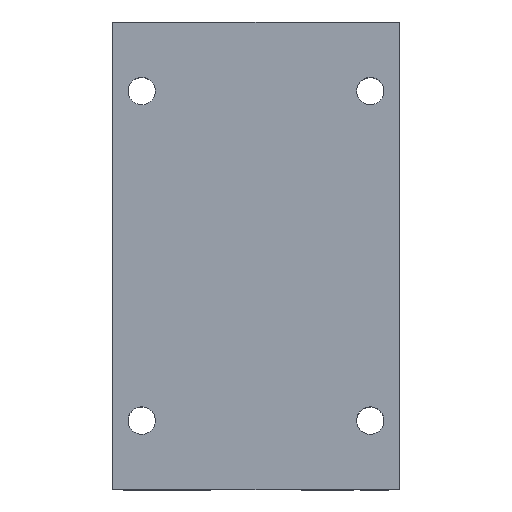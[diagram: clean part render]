
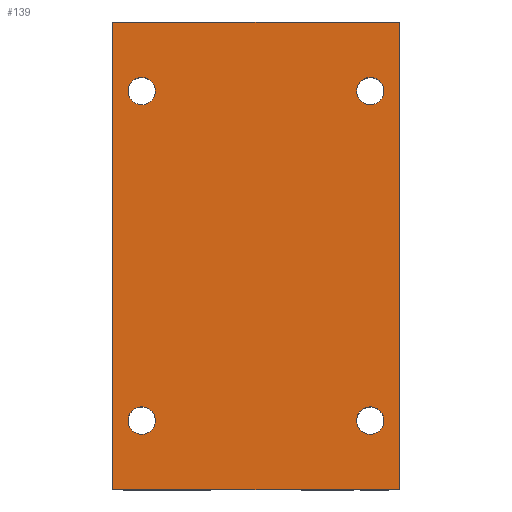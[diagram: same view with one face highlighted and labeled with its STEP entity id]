
A CAD part, top view. The second image highlights one B-rep face of the part: STEP entity #139.
In plain terms, the highlighted planar face has unit normal (0, 0, 1).
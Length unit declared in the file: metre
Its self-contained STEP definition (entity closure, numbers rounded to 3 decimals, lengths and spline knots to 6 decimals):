
#139 = ADVANCED_FACE( '', ( #317, #318, #319, #320, #321 ), #322, .T. );
#317 = FACE_BOUND( '', #532, .T. );
#318 = FACE_BOUND( '', #533, .T. );
#319 = FACE_OUTER_BOUND( '', #534, .T. );
#320 = FACE_BOUND( '', #535, .T. );
#321 = FACE_BOUND( '', #536, .T. );
#322 = PLANE( '', #537 );
#532 = EDGE_LOOP( '', ( #888 ) );
#533 = EDGE_LOOP( '', ( #889 ) );
#534 = EDGE_LOOP( '', ( #890, #891, #892, #893 ) );
#535 = EDGE_LOOP( '', ( #894 ) );
#536 = EDGE_LOOP( '', ( #895 ) );
#537 = AXIS2_PLACEMENT_3D( '', #896, #897, #898 );
#888 = ORIENTED_EDGE( '', *, *, #1348, .T. );
#889 = ORIENTED_EDGE( '', *, *, #1349, .T. );
#890 = ORIENTED_EDGE( '', *, *, #1282, .F. );
#891 = ORIENTED_EDGE( '', *, *, #1234, .F. );
#892 = ORIENTED_EDGE( '', *, *, #1350, .T. );
#893 = ORIENTED_EDGE( '', *, *, #1351, .T. );
#894 = ORIENTED_EDGE( '', *, *, #1340, .T. );
#895 = ORIENTED_EDGE( '', *, *, #1249, .T. );
#896 = CARTESIAN_POINT( '', ( -0.054, -0.088, 0.06 ) );
#897 = DIRECTION( '', ( 0., 0., 1. ) );
#898 = DIRECTION( '', ( 1., 0., 0. ) );
#1234 = EDGE_CURVE( '', #1473, #1475, #1476, .T. );
#1249 = EDGE_CURVE( '', #1500, #1500, #1501, .T. );
#1282 = EDGE_CURVE( '', #1475, #1558, #1559, .T. );
#1340 = EDGE_CURVE( '', #1647, #1647, #1648, .T. );
#1348 = EDGE_CURVE( '', #1658, #1658, #1659, .T. );
#1349 = EDGE_CURVE( '', #1660, #1660, #1661, .T. );
#1350 = EDGE_CURVE( '', #1473, #1662, #1663, .T. );
#1351 = EDGE_CURVE( '', #1662, #1558, #1664, .T. );
#1473 = VERTEX_POINT( '', #1824 );
#1475 = VERTEX_POINT( '', #1827 );
#1476 = LINE( '', #1828, #1829 );
#1500 = VERTEX_POINT( '', #1858 );
#1501 = CIRCLE( '', #1859, 0.00515 );
#1558 = VERTEX_POINT( '', #2106 );
#1559 = LINE( '', #2107, #2108 );
#1647 = VERTEX_POINT( '', #2226 );
#1648 = CIRCLE( '', #2227, 0.00515 );
#1658 = VERTEX_POINT( '', #2241 );
#1659 = CIRCLE( '', #2242, 0.00515 );
#1660 = VERTEX_POINT( '', #2243 );
#1661 = CIRCLE( '', #2244, 0.00515 );
#1662 = VERTEX_POINT( '', #2245 );
#1663 = LINE( '', #2246, #2247 );
#1664 = LINE( '', #2248, #2249 );
#1824 = CARTESIAN_POINT( '', ( -0.054, -0.088, 0.06 ) );
#1827 = CARTESIAN_POINT( '', ( -0.054, 0.088, 0.06 ) );
#1828 = CARTESIAN_POINT( '', ( -0.054, -0.088, 0.06 ) );
#1829 = VECTOR( '', #2434, 1. );
#1858 = CARTESIAN_POINT( '', ( -0.03785, -0.062, 0.06 ) );
#1859 = AXIS2_PLACEMENT_3D( '', #2455, #2456, #2457 );
#2106 = CARTESIAN_POINT( '', ( 0.054, 0.088, 0.06 ) );
#2107 = CARTESIAN_POINT( '', ( -0.054, 0.088, 0.06 ) );
#2108 = VECTOR( '', #2496, 1. );
#2226 = CARTESIAN_POINT( '', ( 0.04815, -0.062, 0.06 ) );
#2227 = AXIS2_PLACEMENT_3D( '', #2563, #2564, #2565 );
#2241 = CARTESIAN_POINT( '', ( -0.03785, 0.062, 0.06 ) );
#2242 = AXIS2_PLACEMENT_3D( '', #2573, #2574, #2575 );
#2243 = CARTESIAN_POINT( '', ( 0.04815, 0.062, 0.06 ) );
#2244 = AXIS2_PLACEMENT_3D( '', #2576, #2577, #2578 );
#2245 = CARTESIAN_POINT( '', ( 0.054, -0.088, 0.06 ) );
#2246 = CARTESIAN_POINT( '', ( -0.054, -0.088, 0.06 ) );
#2247 = VECTOR( '', #2579, 1. );
#2248 = CARTESIAN_POINT( '', ( 0.054, -0.088, 0.06 ) );
#2249 = VECTOR( '', #2580, 1. );
#2434 = DIRECTION( '', ( 0., 1., 0. ) );
#2455 = CARTESIAN_POINT( '', ( -0.043, -0.062, 0.06 ) );
#2456 = DIRECTION( '', ( 0., 0., -1. ) );
#2457 = DIRECTION( '', ( 1., 0., 0. ) );
#2496 = DIRECTION( '', ( 1., 0., 0. ) );
#2563 = CARTESIAN_POINT( '', ( 0.043, -0.062, 0.06 ) );
#2564 = DIRECTION( '', ( 0., 0., -1. ) );
#2565 = DIRECTION( '', ( 1., 0., 0. ) );
#2573 = CARTESIAN_POINT( '', ( -0.043, 0.062, 0.06 ) );
#2574 = DIRECTION( '', ( 0., 0., -1. ) );
#2575 = DIRECTION( '', ( 1., 0., 0. ) );
#2576 = CARTESIAN_POINT( '', ( 0.043, 0.062, 0.06 ) );
#2577 = DIRECTION( '', ( 0., 0., -1. ) );
#2578 = DIRECTION( '', ( 1., 0., 0. ) );
#2579 = DIRECTION( '', ( 1., 0., 0. ) );
#2580 = DIRECTION( '', ( 0., 1., 0. ) );
